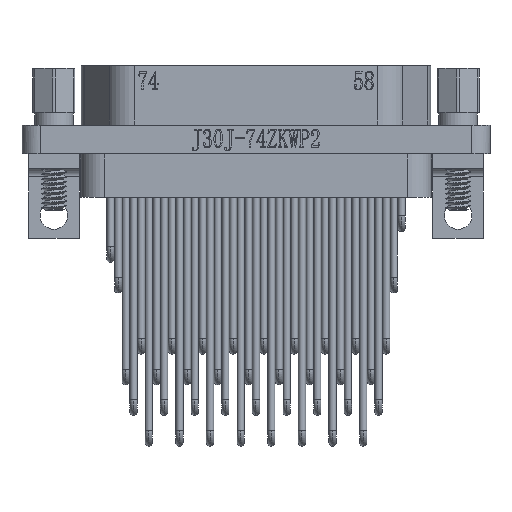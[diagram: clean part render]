
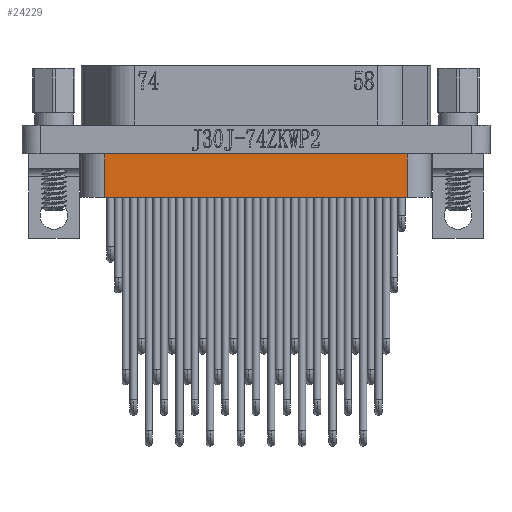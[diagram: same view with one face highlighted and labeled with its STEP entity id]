
A CAD part, front view. The second image highlights one B-rep face of the part: STEP entity #24229.
In plain terms, the highlighted planar face has unit normal (0, -1, 0).
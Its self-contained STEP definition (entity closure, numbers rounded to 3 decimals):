
#2324 = LINE ( 'NONE', #3100, #8777 ) ;
#2803 = CARTESIAN_POINT ( 'NONE',  ( 12.55, -4.55, -6. ) ) ;
#3100 = CARTESIAN_POINT ( 'NONE',  ( -12.55, -4.55, -6. ) ) ;
#4132 = DIRECTION ( 'NONE',  ( 0., 0., 1. ) ) ;
#4144 = CARTESIAN_POINT ( 'NONE',  ( 12.55, -4.55, -2.4 ) ) ;
#4928 = EDGE_CURVE ( 'NONE', #40610, #20273, #11447, .T. ) ;
#5080 = CARTESIAN_POINT ( 'NONE',  ( -12.55, -4.55, -2.4 ) ) ;
#5622 = DIRECTION ( 'NONE',  ( -1., 0., 0. ) ) ;
#8216 = AXIS2_PLACEMENT_3D ( 'NONE', #28122, #21548, #4132 ) ;
#8777 = VECTOR ( 'NONE', #38732, 1000. ) ;
#8787 = ORIENTED_EDGE ( 'NONE', *, *, #40413, .T. ) ;
#11447 = LINE ( 'NONE', #58654, #62611 ) ;
#13539 = EDGE_CURVE ( 'NONE', #20273, #24696, #2324, .T. ) ;
#18346 = VERTEX_POINT ( 'NONE', #25820 ) ;
#20273 = VERTEX_POINT ( 'NONE', #59957 ) ;
#21548 = DIRECTION ( 'NONE',  ( 0., 1., 0. ) ) ;
#24229 = ADVANCED_FACE ( 'NONE', ( #56754 ), #68729, .F. ) ;
#24696 = VERTEX_POINT ( 'NONE', #5080 ) ;
#25820 = CARTESIAN_POINT ( 'NONE',  ( 12.55, -4.55, -2.4 ) ) ;
#27384 = LINE ( 'NONE', #4144, #42203 ) ;
#28122 = CARTESIAN_POINT ( 'NONE',  ( 12.55, -4.55, -6. ) ) ;
#32973 = LINE ( 'NONE', #2803, #60812 ) ;
#37653 = DIRECTION ( 'NONE',  ( 0., 0., 1. ) ) ;
#38732 = DIRECTION ( 'NONE',  ( 0., 0., 1. ) ) ;
#40413 = EDGE_CURVE ( 'NONE', #40610, #18346, #32973, .T. ) ;
#40610 = VERTEX_POINT ( 'NONE', #74609 ) ;
#41666 = ORIENTED_EDGE ( 'NONE', *, *, #4928, .F. ) ;
#42203 = VECTOR ( 'NONE', #69127, 1000. ) ;
#47536 = ORIENTED_EDGE ( 'NONE', *, *, #13539, .F. ) ;
#56754 = FACE_OUTER_BOUND ( 'NONE', #61077, .T. ) ;
#58654 = CARTESIAN_POINT ( 'NONE',  ( 12.55, -4.55, -6. ) ) ;
#59957 = CARTESIAN_POINT ( 'NONE',  ( -12.55, -4.55, -6. ) ) ;
#60812 = VECTOR ( 'NONE', #37653, 1000. ) ;
#61077 = EDGE_LOOP ( 'NONE', ( #65711, #47536, #41666, #8787 ) ) ;
#62611 = VECTOR ( 'NONE', #5622, 1000. ) ;
#65711 = ORIENTED_EDGE ( 'NONE', *, *, #74322, .T. ) ;
#68729 = PLANE ( 'NONE',  #8216 ) ;
#69127 = DIRECTION ( 'NONE',  ( -1., 0., 0. ) ) ;
#74322 = EDGE_CURVE ( 'NONE', #18346, #24696, #27384, .T. ) ;
#74609 = CARTESIAN_POINT ( 'NONE',  ( 12.55, -4.55, -6. ) ) ;
